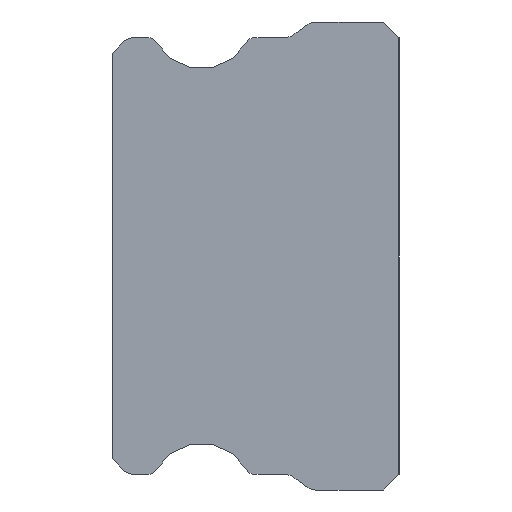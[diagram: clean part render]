
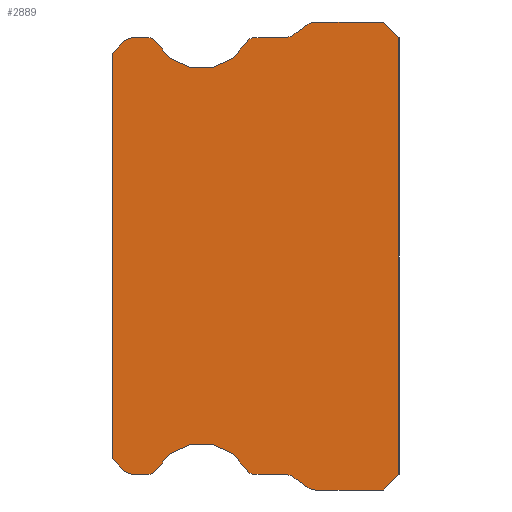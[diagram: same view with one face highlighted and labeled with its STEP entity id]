
A CAD part, left-side view. The second image highlights one B-rep face of the part: STEP entity #2889.
In plain terms, the highlighted planar face has unit normal (-1, 0, 0).
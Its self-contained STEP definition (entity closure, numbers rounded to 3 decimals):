
#35=PLANE('',#3254);
#98=LINE('',#4566,#152);
#101=LINE('',#4572,#155);
#104=LINE('',#4698,#158);
#107=LINE('',#4704,#161);
#110=LINE('',#4710,#164);
#114=LINE('',#4722,#168);
#118=LINE('',#4734,#172);
#124=LINE('',#4758,#178);
#128=LINE('',#4770,#182);
#131=LINE('',#4896,#185);
#134=LINE('',#4902,#188);
#138=LINE('',#4914,#192);
#144=LINE('',#4938,#198);
#148=LINE('',#4950,#202);
#152=VECTOR('',#3567,1000.);
#155=VECTOR('',#3572,1000.);
#158=VECTOR('',#3697,1000.);
#161=VECTOR('',#3702,1000.);
#164=VECTOR('',#3707,1000.);
#168=VECTOR('',#3719,1000.);
#172=VECTOR('',#3731,1000.);
#178=VECTOR('',#3757,1000.);
#182=VECTOR('',#3769,1000.);
#185=VECTOR('',#3894,1000.);
#188=VECTOR('',#3899,1000.);
#192=VECTOR('',#3911,1000.);
#198=VECTOR('',#3937,1000.);
#202=VECTOR('',#3949,1000.);
#454=ORIENTED_EDGE('',*,*,#840,.F.);
#455=ORIENTED_EDGE('',*,*,#1036,.F.);
#456=ORIENTED_EDGE('',*,*,#1033,.T.);
#457=ORIENTED_EDGE('',*,*,#1030,.F.);
#458=ORIENTED_EDGE('',*,*,#1027,.F.);
#459=ORIENTED_EDGE('',*,*,#1024,.T.);
#460=ORIENTED_EDGE('',*,*,#1021,.F.);
#461=ORIENTED_EDGE('',*,*,#1018,.F.);
#462=ORIENTED_EDGE('',*,*,#1015,.F.);
#463=ORIENTED_EDGE('',*,*,#1012,.F.);
#464=ORIENTED_EDGE('',*,*,#1009,.F.);
#465=ORIENTED_EDGE('',*,*,#946,.F.);
#466=ORIENTED_EDGE('',*,*,#943,.F.);
#467=ORIENTED_EDGE('',*,*,#940,.F.);
#468=ORIENTED_EDGE('',*,*,#937,.F.);
#469=ORIENTED_EDGE('',*,*,#934,.T.);
#470=ORIENTED_EDGE('',*,*,#931,.F.);
#471=ORIENTED_EDGE('',*,*,#928,.F.);
#472=ORIENTED_EDGE('',*,*,#925,.T.);
#473=ORIENTED_EDGE('',*,*,#922,.F.);
#474=ORIENTED_EDGE('',*,*,#919,.F.);
#475=ORIENTED_EDGE('',*,*,#916,.F.);
#476=ORIENTED_EDGE('',*,*,#913,.F.);
#477=ORIENTED_EDGE('',*,*,#910,.F.);
#478=ORIENTED_EDGE('',*,*,#847,.F.);
#479=ORIENTED_EDGE('',*,*,#844,.F.);
#840=EDGE_CURVE('',#1158,#1159,#1450,.T.);
#844=EDGE_CURVE('',#1159,#1162,#98,.T.);
#847=EDGE_CURVE('',#1162,#1164,#101,.T.);
#910=EDGE_CURVE('',#1164,#1226,#104,.T.);
#913=EDGE_CURVE('',#1226,#1228,#107,.T.);
#916=EDGE_CURVE('',#1228,#1230,#110,.T.);
#919=EDGE_CURVE('',#1230,#1232,#1512,.T.);
#922=EDGE_CURVE('',#1232,#1234,#114,.T.);
#925=EDGE_CURVE('',#1236,#1234,#1514,.T.);
#928=EDGE_CURVE('',#1236,#1238,#118,.T.);
#931=EDGE_CURVE('',#1238,#1240,#1516,.T.);
#934=EDGE_CURVE('',#1242,#1240,#1518,.T.);
#937=EDGE_CURVE('',#1242,#1244,#1520,.T.);
#940=EDGE_CURVE('',#1244,#1246,#124,.T.);
#943=EDGE_CURVE('',#1246,#1248,#1522,.T.);
#946=EDGE_CURVE('',#1248,#1250,#128,.T.);
#1009=EDGE_CURVE('',#1250,#1312,#131,.T.);
#1012=EDGE_CURVE('',#1312,#1314,#134,.T.);
#1015=EDGE_CURVE('',#1314,#1316,#1584,.T.);
#1018=EDGE_CURVE('',#1316,#1318,#138,.T.);
#1021=EDGE_CURVE('',#1318,#1320,#1586,.T.);
#1024=EDGE_CURVE('',#1322,#1320,#1588,.T.);
#1027=EDGE_CURVE('',#1322,#1324,#1590,.T.);
#1030=EDGE_CURVE('',#1324,#1326,#144,.T.);
#1033=EDGE_CURVE('',#1328,#1326,#1592,.T.);
#1036=EDGE_CURVE('',#1328,#1158,#148,.T.);
#1158=VERTEX_POINT('',#4558);
#1159=VERTEX_POINT('',#4559);
#1162=VERTEX_POINT('',#4567);
#1164=VERTEX_POINT('',#4573);
#1226=VERTEX_POINT('',#4699);
#1228=VERTEX_POINT('',#4705);
#1230=VERTEX_POINT('',#4711);
#1232=VERTEX_POINT('',#4717);
#1234=VERTEX_POINT('',#4723);
#1236=VERTEX_POINT('',#4729);
#1238=VERTEX_POINT('',#4735);
#1240=VERTEX_POINT('',#4741);
#1242=VERTEX_POINT('',#4747);
#1244=VERTEX_POINT('',#4753);
#1246=VERTEX_POINT('',#4759);
#1248=VERTEX_POINT('',#4765);
#1250=VERTEX_POINT('',#4771);
#1312=VERTEX_POINT('',#4897);
#1314=VERTEX_POINT('',#4903);
#1316=VERTEX_POINT('',#4909);
#1318=VERTEX_POINT('',#4915);
#1320=VERTEX_POINT('',#4921);
#1322=VERTEX_POINT('',#4927);
#1324=VERTEX_POINT('',#4933);
#1326=VERTEX_POINT('',#4939);
#1328=VERTEX_POINT('',#4945);
#1450=CIRCLE('',#3084,0.3);
#1512=CIRCLE('',#3152,0.3);
#1514=CIRCLE('',#3156,0.3);
#1516=CIRCLE('',#3160,0.15);
#1518=CIRCLE('',#3163,1.);
#1520=CIRCLE('',#3166,0.15);
#1522=CIRCLE('',#3170,0.3);
#1584=CIRCLE('',#3236,0.3);
#1586=CIRCLE('',#3240,0.15);
#1588=CIRCLE('',#3243,1.);
#1590=CIRCLE('',#3246,0.15);
#1592=CIRCLE('',#3250,0.3);
#1861=EDGE_LOOP('',(#454,#455,#456,#457,#458,#459,#460,#461,#462,#463,#464,
#465,#466,#467,#468,#469,#470,#471,#472,#473,#474,#475,#476,#477,#478,#479));
#2369=FACE_BOUND('',#1861,.T.);
#2889=ADVANCED_FACE('',(#2369),#35,.F.);
#3084=AXIS2_PLACEMENT_3D('',#4557,#3559,#3560);
#3152=AXIS2_PLACEMENT_3D('',#4716,#3712,#3713);
#3156=AXIS2_PLACEMENT_3D('',#4728,#3724,#3725);
#3160=AXIS2_PLACEMENT_3D('',#4740,#3736,#3737);
#3163=AXIS2_PLACEMENT_3D('',#4746,#3743,#3744);
#3166=AXIS2_PLACEMENT_3D('',#4752,#3750,#3751);
#3170=AXIS2_PLACEMENT_3D('',#4764,#3762,#3763);
#3236=AXIS2_PLACEMENT_3D('',#4908,#3904,#3905);
#3240=AXIS2_PLACEMENT_3D('',#4920,#3916,#3917);
#3243=AXIS2_PLACEMENT_3D('',#4926,#3923,#3924);
#3246=AXIS2_PLACEMENT_3D('',#4932,#3930,#3931);
#3250=AXIS2_PLACEMENT_3D('',#4944,#3942,#3943);
#3254=AXIS2_PLACEMENT_3D('',#4953,#3953,#3954);
#3559=DIRECTION('',(1.,0.,0.));
#3560=DIRECTION('',(0.,0.,-1.));
#3567=DIRECTION('',(0.,-1.,0.));
#3572=DIRECTION('',(0.,-0.707,-0.707));
#3697=DIRECTION('',(0.,0.,-1.));
#3702=DIRECTION('',(0.,0.707,-0.707));
#3707=DIRECTION('',(0.,1.,0.));
#3712=DIRECTION('',(1.,0.,0.));
#3713=DIRECTION('',(0.,0.,-1.));
#3719=DIRECTION('',(0.,0.8,0.6));
#3724=DIRECTION('',(1.,0.,0.));
#3725=DIRECTION('',(0.,0.,-1.));
#3731=DIRECTION('',(0.,1.,0.));
#3736=DIRECTION('',(1.,0.,0.));
#3737=DIRECTION('',(0.,0.,-1.));
#3743=DIRECTION('',(1.,0.,0.));
#3744=DIRECTION('',(0.,0.,-1.));
#3750=DIRECTION('',(1.,0.,0.));
#3751=DIRECTION('',(0.,0.,-1.));
#3757=DIRECTION('',(0.,1.,0.));
#3762=DIRECTION('',(1.,0.,0.));
#3763=DIRECTION('',(0.,0.,-1.));
#3769=DIRECTION('',(0.,0.661,0.75));
#3894=DIRECTION('',(0.,0.,1.));
#3899=DIRECTION('',(0.,-0.661,0.75));
#3904=DIRECTION('',(1.,0.,0.));
#3905=DIRECTION('',(0.,0.,-1.));
#3911=DIRECTION('',(0.,-1.,0.));
#3916=DIRECTION('',(1.,0.,0.));
#3917=DIRECTION('',(0.,0.,-1.));
#3923=DIRECTION('',(1.,0.,0.));
#3924=DIRECTION('',(0.,0.,-1.));
#3930=DIRECTION('',(1.,0.,0.));
#3931=DIRECTION('',(0.,0.,-1.));
#3937=DIRECTION('',(0.,-1.,0.));
#3942=DIRECTION('',(1.,0.,0.));
#3943=DIRECTION('',(0.,0.,-1.));
#3949=DIRECTION('',(0.,-0.8,0.6));
#3953=DIRECTION('',(1.,0.,0.));
#3954=DIRECTION('',(0.,0.,-1.));
#4557=CARTESIAN_POINT('',(-10.,1.6,4.2));
#4558=CARTESIAN_POINT('',(-10.,1.78,4.44));
#4559=CARTESIAN_POINT('',(-10.,1.6,4.5));
#4566=CARTESIAN_POINT('',(-10.,1.6,4.5));
#4567=CARTESIAN_POINT('',(-10.,0.3,4.5));
#4572=CARTESIAN_POINT('',(-10.,0.3,4.5));
#4573=CARTESIAN_POINT('',(-10.,0.,4.2));
#4698=CARTESIAN_POINT('',(-10.,0.,4.2));
#4699=CARTESIAN_POINT('',(-10.,0.,-4.2));
#4704=CARTESIAN_POINT('',(-10.,0.,-4.2));
#4705=CARTESIAN_POINT('',(-10.,0.3,-4.5));
#4710=CARTESIAN_POINT('',(-10.,0.3,-4.5));
#4711=CARTESIAN_POINT('',(-10.,1.6,-4.5));
#4716=CARTESIAN_POINT('',(-10.,1.6,-4.2));
#4717=CARTESIAN_POINT('',(-10.,1.78,-4.44));
#4722=CARTESIAN_POINT('',(-10.,1.78,-4.44));
#4723=CARTESIAN_POINT('',(-10.,2.02,-4.26));
#4728=CARTESIAN_POINT('',(-10.,2.2,-4.5));
#4729=CARTESIAN_POINT('',(-10.,2.2,-4.2));
#4734=CARTESIAN_POINT('',(-10.,2.2,-4.2));
#4735=CARTESIAN_POINT('',(-10.,2.79,-4.2));
#4740=CARTESIAN_POINT('',(-10.,2.79,-4.05));
#4741=CARTESIAN_POINT('',(-10.,2.922,-4.122));
#4746=CARTESIAN_POINT('',(-10.,3.8,-4.6));
#4747=CARTESIAN_POINT('',(-10.,4.678,-4.122));
#4752=CARTESIAN_POINT('',(-10.,4.81,-4.05));
#4753=CARTESIAN_POINT('',(-10.,4.81,-4.2));
#4758=CARTESIAN_POINT('',(-10.,4.81,-4.2));
#4759=CARTESIAN_POINT('',(-10.,5.1,-4.2));
#4764=CARTESIAN_POINT('',(-10.,5.1,-3.9));
#4765=CARTESIAN_POINT('',(-10.,5.325,-4.098));
#4770=CARTESIAN_POINT('',(-10.,5.325,-4.098));
#4771=CARTESIAN_POINT('',(-10.,5.5,-3.9));
#4896=CARTESIAN_POINT('',(-10.,5.5,-3.9));
#4897=CARTESIAN_POINT('',(-10.,5.5,3.9));
#4902=CARTESIAN_POINT('',(-10.,5.5,3.9));
#4903=CARTESIAN_POINT('',(-10.,5.325,4.098));
#4908=CARTESIAN_POINT('',(-10.,5.1,3.9));
#4909=CARTESIAN_POINT('',(-10.,5.1,4.2));
#4914=CARTESIAN_POINT('',(-10.,5.1,4.2));
#4915=CARTESIAN_POINT('',(-10.,4.81,4.2));
#4920=CARTESIAN_POINT('',(-10.,4.81,4.05));
#4921=CARTESIAN_POINT('',(-10.,4.678,4.122));
#4926=CARTESIAN_POINT('',(-10.,3.8,4.6));
#4927=CARTESIAN_POINT('',(-10.,2.922,4.122));
#4932=CARTESIAN_POINT('',(-10.,2.79,4.05));
#4933=CARTESIAN_POINT('',(-10.,2.79,4.2));
#4938=CARTESIAN_POINT('',(-10.,2.79,4.2));
#4939=CARTESIAN_POINT('',(-10.,2.2,4.2));
#4944=CARTESIAN_POINT('',(-10.,2.2,4.5));
#4945=CARTESIAN_POINT('',(-10.,2.02,4.26));
#4950=CARTESIAN_POINT('',(-10.,2.02,4.26));
#4953=CARTESIAN_POINT('',(-10.,1.6,4.2));
